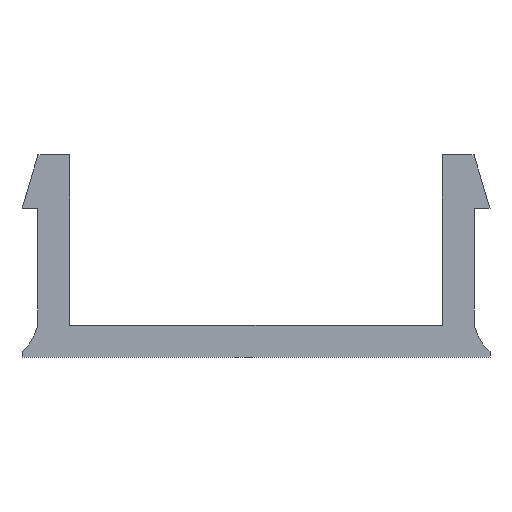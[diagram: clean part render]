
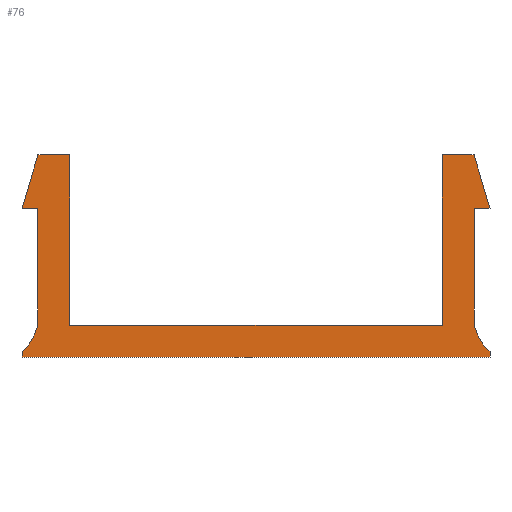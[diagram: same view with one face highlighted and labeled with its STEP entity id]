
A CAD part, front view. The second image highlights one B-rep face of the part: STEP entity #76.
In plain terms, the highlighted planar face has unit normal (0, -1, 0).
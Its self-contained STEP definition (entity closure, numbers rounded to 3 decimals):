
#76 = ADVANCED_FACE( '', ( #146 ), #147, .F. );
#146 = FACE_OUTER_BOUND( '', #207, .T. );
#147 = PLANE( '', #208 );
#207 = EDGE_LOOP( '', ( #359, #360, #361, #362, #363, #364, #365, #366, #367, #368, #369, #370, #371, #372, #373, #374 ) );
#208 = AXIS2_PLACEMENT_3D( '', #375, #376, #377 );
#359 = ORIENTED_EDGE( '', *, *, #442, .F. );
#360 = ORIENTED_EDGE( '', *, *, #384, .F. );
#361 = ORIENTED_EDGE( '', *, *, #424, .T. );
#362 = ORIENTED_EDGE( '', *, *, #411, .F. );
#363 = ORIENTED_EDGE( '', *, *, #406, .F. );
#364 = ORIENTED_EDGE( '', *, *, #431, .F. );
#365 = ORIENTED_EDGE( '', *, *, #389, .T. );
#366 = ORIENTED_EDGE( '', *, *, #379, .F. );
#367 = ORIENTED_EDGE( '', *, *, #438, .F. );
#368 = ORIENTED_EDGE( '', *, *, #415, .F. );
#369 = ORIENTED_EDGE( '', *, *, #420, .F. );
#370 = ORIENTED_EDGE( '', *, *, #440, .F. );
#371 = ORIENTED_EDGE( '', *, *, #427, .F. );
#372 = ORIENTED_EDGE( '', *, *, #402, .F. );
#373 = ORIENTED_EDGE( '', *, *, #398, .F. );
#374 = ORIENTED_EDGE( '', *, *, #393, .F. );
#375 = CARTESIAN_POINT( '', ( 5.07, 0., -2.958 ) );
#376 = DIRECTION( '', ( 0., 1., 0. ) );
#377 = DIRECTION( '', ( 0., 0., 1. ) );
#379 = EDGE_CURVE( '', #445, #446, #447, .T. );
#384 = EDGE_CURVE( '', #454, #455, #456, .T. );
#389 = EDGE_CURVE( '', #463, #446, #464, .T. );
#393 = EDGE_CURVE( '', #469, #470, #471, .T. );
#398 = EDGE_CURVE( '', #470, #478, #479, .T. );
#402 = EDGE_CURVE( '', #478, #484, #485, .T. );
#406 = EDGE_CURVE( '', #490, #491, #492, .T. );
#411 = EDGE_CURVE( '', #491, #499, #500, .T. );
#415 = EDGE_CURVE( '', #505, #506, #507, .T. );
#420 = EDGE_CURVE( '', #514, #505, #515, .T. );
#424 = EDGE_CURVE( '', #454, #499, #520, .T. );
#427 = EDGE_CURVE( '', #484, #523, #524, .T. );
#431 = EDGE_CURVE( '', #463, #490, #529, .T. );
#438 = EDGE_CURVE( '', #506, #445, #536, .T. );
#440 = EDGE_CURVE( '', #523, #514, #538, .T. );
#442 = EDGE_CURVE( '', #455, #469, #540, .T. );
#445 = VERTEX_POINT( '', #543 );
#446 = VERTEX_POINT( '', #544 );
#447 = LINE( '', #545, #546 );
#454 = VERTEX_POINT( '', #556 );
#455 = VERTEX_POINT( '', #557 );
#456 = LINE( '', #558, #559 );
#463 = VERTEX_POINT( '', #569 );
#464 = CIRCLE( '', #570, 1. );
#469 = VERTEX_POINT( '', #576 );
#470 = VERTEX_POINT( '', #577 );
#471 = LINE( '', #578, #579 );
#478 = VERTEX_POINT( '', #589 );
#479 = LINE( '', #590, #591 );
#484 = VERTEX_POINT( '', #598 );
#485 = LINE( '', #599, #600 );
#490 = VERTEX_POINT( '', #607 );
#491 = VERTEX_POINT( '', #608 );
#492 = LINE( '', #609, #610 );
#499 = VERTEX_POINT( '', #620 );
#500 = LINE( '', #621, #622 );
#505 = VERTEX_POINT( '', #629 );
#506 = VERTEX_POINT( '', #630 );
#507 = LINE( '', #631, #632 );
#514 = VERTEX_POINT( '', #642 );
#515 = LINE( '', #643, #644 );
#520 = CIRCLE( '', #651, 1. );
#523 = VERTEX_POINT( '', #654 );
#524 = LINE( '', #655, #656 );
#529 = LINE( '', #663, #664 );
#536 = LINE( '', #675, #676 );
#538 = LINE( '', #678, #679 );
#540 = LINE( '', #681, #682 );
#543 = CARTESIAN_POINT( '', ( 4.1, 0., -1. ) );
#544 = CARTESIAN_POINT( '', ( 4.1, 0., -3.2 ) );
#545 = CARTESIAN_POINT( '', ( 4.1, 0., -1. ) );
#546 = VECTOR( '', #684, 1000. );
#556 = CARTESIAN_POINT( '', ( -4.1, 0., -3.2 ) );
#557 = CARTESIAN_POINT( '', ( -4.1, 0., -1. ) );
#558 = CARTESIAN_POINT( '', ( -4.1, 0., -3.2 ) );
#559 = VECTOR( '', #688, 1000. );
#569 = CARTESIAN_POINT( '', ( 4.4, 0., -3.7 ) );
#570 = AXIS2_PLACEMENT_3D( '', #692, #693, #694 );
#576 = CARTESIAN_POINT( '', ( -4.4, 0., -1. ) );
#577 = CARTESIAN_POINT( '', ( -4.1, 0., 0. ) );
#578 = CARTESIAN_POINT( '', ( -4.4, 0., -1. ) );
#579 = VECTOR( '', #699, 1000. );
#589 = CARTESIAN_POINT( '', ( -3.5, 0., 0. ) );
#590 = CARTESIAN_POINT( '', ( -4.1, 0., 0. ) );
#591 = VECTOR( '', #703, 1000. );
#598 = CARTESIAN_POINT( '', ( -3.5, 0., -3.2 ) );
#599 = CARTESIAN_POINT( '', ( -3.5, 0., 0. ) );
#600 = VECTOR( '', #706, 1000. );
#607 = CARTESIAN_POINT( '', ( 4.4, 0., -3.8 ) );
#608 = CARTESIAN_POINT( '', ( -4.4, 0., -3.8 ) );
#609 = CARTESIAN_POINT( '', ( 4.4, 0., -3.8 ) );
#610 = VECTOR( '', #709, 1000. );
#620 = CARTESIAN_POINT( '', ( -4.4, 0., -3.7 ) );
#621 = CARTESIAN_POINT( '', ( -4.4, 0., -3.8 ) );
#622 = VECTOR( '', #713, 1000. );
#629 = CARTESIAN_POINT( '', ( 4.1, 0., 0. ) );
#630 = CARTESIAN_POINT( '', ( 4.4, 0., -1. ) );
#631 = CARTESIAN_POINT( '', ( 4.1, 0., 0. ) );
#632 = VECTOR( '', #716, 1000. );
#642 = CARTESIAN_POINT( '', ( 3.5, 0., 0. ) );
#643 = CARTESIAN_POINT( '', ( 3.5, 0., 0. ) );
#644 = VECTOR( '', #720, 1000. );
#651 = AXIS2_PLACEMENT_3D( '', #723, #724, #725 );
#654 = CARTESIAN_POINT( '', ( 3.5, 0., -3.2 ) );
#655 = CARTESIAN_POINT( '', ( -3.5, 0., -3.2 ) );
#656 = VECTOR( '', #729, 1000. );
#663 = CARTESIAN_POINT( '', ( 4.4, 0., -3.7 ) );
#664 = VECTOR( '', #732, 1000. );
#675 = CARTESIAN_POINT( '', ( 4.4, 0., -1. ) );
#676 = VECTOR( '', #737, 1000. );
#678 = CARTESIAN_POINT( '', ( 3.5, 0., -3.2 ) );
#679 = VECTOR( '', #738, 1000. );
#681 = CARTESIAN_POINT( '', ( -4.1, 0., -1. ) );
#682 = VECTOR( '', #739, 1000. );
#684 = DIRECTION( '', ( 0., 0., -1. ) );
#688 = DIRECTION( '', ( 0., 0., 1. ) );
#692 = CARTESIAN_POINT( '', ( 5.07, 0., -2.958 ) );
#693 = DIRECTION( '', ( 0., 1., 0. ) );
#694 = DIRECTION( '', ( 1., 0., 0. ) );
#699 = DIRECTION( '', ( 0.287, 0., 0.958 ) );
#703 = DIRECTION( '', ( 1., 0., 0. ) );
#706 = DIRECTION( '', ( 0., 0., -1. ) );
#709 = DIRECTION( '', ( -1., 0., 0. ) );
#713 = DIRECTION( '', ( 0., 0., 1. ) );
#716 = DIRECTION( '', ( 0.287, 0., -0.958 ) );
#720 = DIRECTION( '', ( 1., 0., 0. ) );
#723 = CARTESIAN_POINT( '', ( -5.07, 0., -2.958 ) );
#724 = DIRECTION( '', ( 0., 1., 0. ) );
#725 = DIRECTION( '', ( 1., 0., 0. ) );
#729 = DIRECTION( '', ( 1., 0., 0. ) );
#732 = DIRECTION( '', ( 0., 0., -1. ) );
#737 = DIRECTION( '', ( -1., 0., 0. ) );
#738 = DIRECTION( '', ( 0., 0., 1. ) );
#739 = DIRECTION( '', ( -1., 0., 0. ) );
